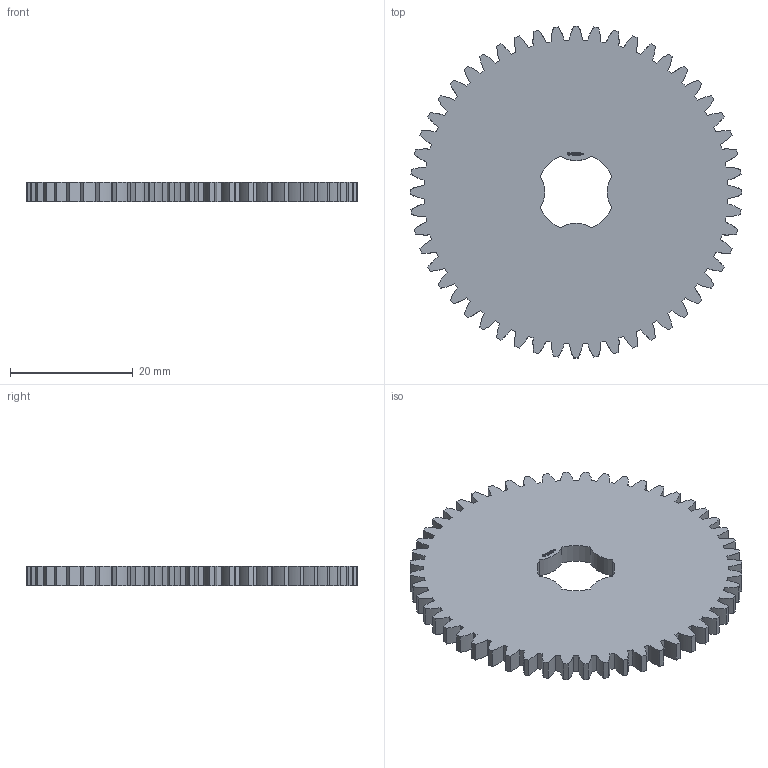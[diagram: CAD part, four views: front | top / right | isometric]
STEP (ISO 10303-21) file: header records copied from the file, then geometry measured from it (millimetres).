
FILE_DESCRIPTION(('FreeCAD Model'),'2;1');
FILE_NAME('Open CASCADE Shape Model','2024-03-10T19:30:47',(''),(''), 'Open CASCADE STEP processor 7.6','FreeCAD','Unknown');
FILE_SCHEMA(('AUTOMOTIVE_DESIGN { 1 0 10303 214 1 1 1 1 }'));
Products named in the file (1): Gear Wheel PLN TTH52 BU00.25 SFT-SHD - SPN-GWH-0185 (stemfie.org)
Bounding box: 53.99 x 53.99 x 3.12 mm (x, y, z)
Volume: 6253.5 mm3; surface area: 5164.5 mm2
Topology: 1 solids, 1 shells, 690 faces, 1971 edges, 1314 vertices
Faces by surface type: extrusion 360, plane 322, cylinder 8
Entity records: 62603 total; most frequent: CARTESIAN_POINT 20888, DIRECTION 5511, VECTOR 4801, LINE 4441, ORIENTED_EDGE 3942, PCURVE 3942, DEFINITIONAL_REPRESENTATION 3942, EDGE_CURVE 1971
